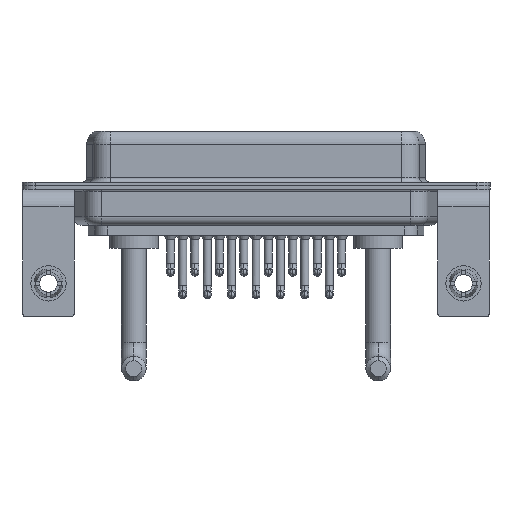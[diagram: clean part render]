
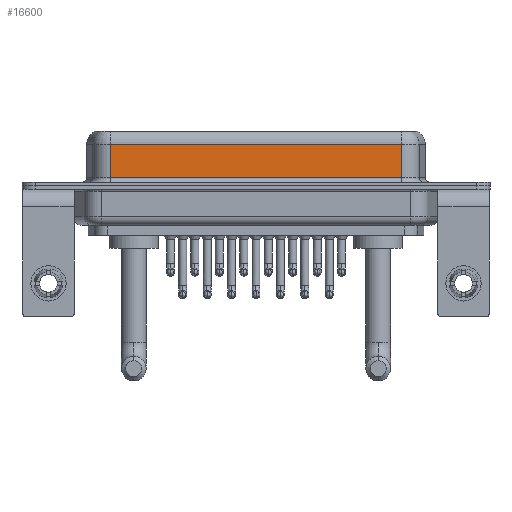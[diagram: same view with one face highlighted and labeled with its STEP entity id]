
A CAD part, front view. The second image highlights one B-rep face of the part: STEP entity #16600.
In plain terms, the highlighted planar face has unit normal (0, -1, 0).
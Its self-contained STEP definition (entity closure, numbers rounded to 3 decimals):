
#1297 = ORIENTED_EDGE ( 'NONE', *, *, #3262, .F. ) ;
#2318 = DIRECTION ( 'NONE',  ( 0., 0., -1. ) ) ;
#3262 = EDGE_CURVE ( 'NONE', #18240, #10247, #18731, .T. ) ;
#3689 = CARTESIAN_POINT ( 'NONE',  ( 40.037, -3.95, 4.65 ) ) ;
#4070 = CARTESIAN_POINT ( 'NONE',  ( 7.013, -3.95, 4.65 ) ) ;
#4278 = ORIENTED_EDGE ( 'NONE', *, *, #23084, .T. ) ;
#4355 = CARTESIAN_POINT ( 'NONE',  ( 40.037, -3.95, 0.9 ) ) ;
#5191 = CARTESIAN_POINT ( 'NONE',  ( 7.013, -3.95, 0.9 ) ) ;
#6581 = LINE ( 'NONE', #4355, #23244 ) ;
#6643 = CARTESIAN_POINT ( 'NONE',  ( 40.037, -3.95, 4.65 ) ) ;
#7049 = VECTOR ( 'NONE', #18264, 1000. ) ;
#7931 = FACE_OUTER_BOUND ( 'NONE', #22615, .T. ) ;
#9434 = DIRECTION ( 'NONE',  ( 0., 0., -1. ) ) ;
#10247 = VERTEX_POINT ( 'NONE', #16951 ) ;
#10779 = VERTEX_POINT ( 'NONE', #5191 ) ;
#10865 = AXIS2_PLACEMENT_3D ( 'NONE', #13028, #20189, #11367 ) ;
#11367 = DIRECTION ( 'NONE',  ( 0., 0., 1. ) ) ;
#12996 = CARTESIAN_POINT ( 'NONE',  ( 40.037, -3.95, 6.4 ) ) ;
#13028 = CARTESIAN_POINT ( 'NONE',  ( 40.037, -3.95, 6.4 ) ) ;
#13165 = EDGE_CURVE ( 'NONE', #16618, #10779, #16229, .T. ) ;
#13400 = ORIENTED_EDGE ( 'NONE', *, *, #14107, .T. ) ;
#14107 = EDGE_CURVE ( 'NONE', #18240, #16618, #19805, .T. ) ;
#15195 = DIRECTION ( 'NONE',  ( 1., 0., 0. ) ) ;
#16229 = LINE ( 'NONE', #21740, #22039 ) ;
#16600 = ADVANCED_FACE ( 'NONE', ( #7931 ), #20529, .F. ) ;
#16618 = VERTEX_POINT ( 'NONE', #4070 ) ;
#16951 = CARTESIAN_POINT ( 'NONE',  ( 40.037, -3.95, 0.9 ) ) ;
#18240 = VERTEX_POINT ( 'NONE', #6643 ) ;
#18264 = DIRECTION ( 'NONE',  ( -1., 0., 0. ) ) ;
#18731 = LINE ( 'NONE', #12996, #21884 ) ;
#19805 = LINE ( 'NONE', #3689, #7049 ) ;
#20189 = DIRECTION ( 'NONE',  ( 0., 1., 0. ) ) ;
#20529 = PLANE ( 'NONE',  #10865 ) ;
#21740 = CARTESIAN_POINT ( 'NONE',  ( 7.013, -3.95, 6.4 ) ) ;
#21776 = ORIENTED_EDGE ( 'NONE', *, *, #13165, .T. ) ;
#21884 = VECTOR ( 'NONE', #9434, 1000. ) ;
#22039 = VECTOR ( 'NONE', #2318, 1000. ) ;
#22615 = EDGE_LOOP ( 'NONE', ( #1297, #13400, #21776, #4278 ) ) ;
#23084 = EDGE_CURVE ( 'NONE', #10779, #10247, #6581, .T. ) ;
#23244 = VECTOR ( 'NONE', #15195, 1000. ) ;
